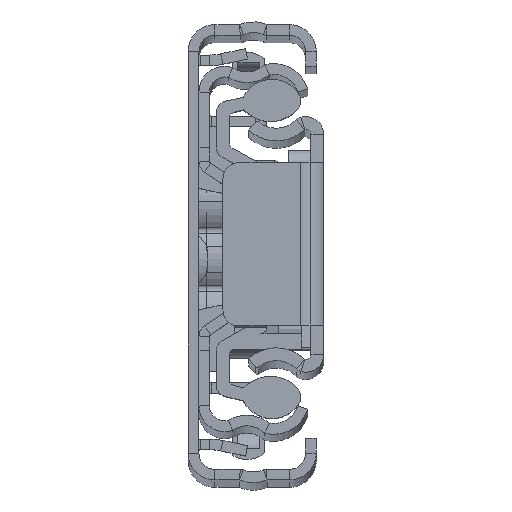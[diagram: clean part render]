
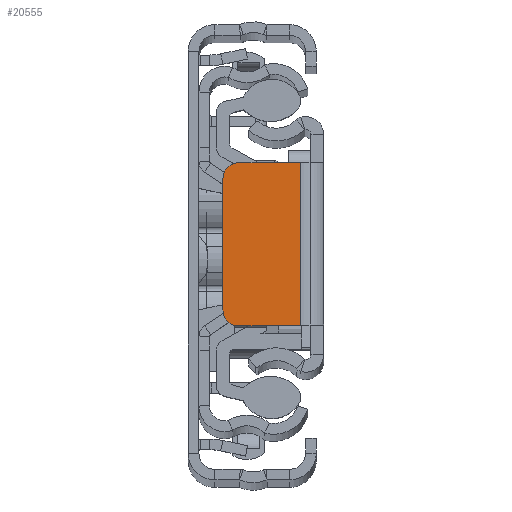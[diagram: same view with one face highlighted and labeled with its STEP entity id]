
A CAD part, top view. The second image highlights one B-rep face of the part: STEP entity #20555.
In plain terms, the highlighted planar face has unit normal (0, 0, 1).
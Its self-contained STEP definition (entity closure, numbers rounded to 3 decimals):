
#99 = VERTEX_POINT ( 'NONE', #3467 ) ;
#215 = AXIS2_PLACEMENT_3D ( 'NONE', #20665, #7096, #14069 ) ;
#785 = LINE ( 'NONE', #11131, #14589 ) ;
#1203 = EDGE_CURVE ( 'NONE', #99, #9209, #14538, .T. ) ;
#1748 = AXIS2_PLACEMENT_3D ( 'NONE', #20101, #14513, #21327 ) ;
#1749 = CARTESIAN_POINT ( 'NONE',  ( -7.95, 7.65, 0. ) ) ;
#3076 = CIRCLE ( 'NONE', #215, 1.5 ) ;
#3467 = CARTESIAN_POINT ( 'NONE',  ( -2.2, 7.65, 0. ) ) ;
#3687 = CARTESIAN_POINT ( 'NONE',  ( 0., -7.65, 0. ) ) ;
#3898 = DIRECTION ( 'NONE',  ( 0., -1., 0. ) ) ;
#4681 = CARTESIAN_POINT ( 'NONE',  ( -9.45, 6.15, 0. ) ) ;
#7096 = DIRECTION ( 'NONE',  ( 0., 0., 1. ) ) ;
#7440 = FACE_OUTER_BOUND ( 'NONE', #12476, .T. ) ;
#7745 = DIRECTION ( 'NONE',  ( 0., -1., 0. ) ) ;
#9061 = EDGE_CURVE ( 'NONE', #18032, #11644, #19612, .T. ) ;
#9209 = VERTEX_POINT ( 'NONE', #1749 ) ;
#10187 = CIRCLE ( 'NONE', #14844, 1.5 ) ;
#10507 = VECTOR ( 'NONE', #3898, 1000. ) ;
#10562 = EDGE_CURVE ( 'NONE', #21850, #20498, #17612, .T. ) ;
#11131 = CARTESIAN_POINT ( 'NONE',  ( -2.2, -7.65, 0. ) ) ;
#11218 = ORIENTED_EDGE ( 'NONE', *, *, #13987, .T. ) ;
#11644 = VERTEX_POINT ( 'NONE', #21760 ) ;
#12476 = EDGE_LOOP ( 'NONE', ( #19776, #11218, #19823, #19628, #21219, #19882 ) ) ;
#12852 = DIRECTION ( 'NONE',  ( -1., 0., 0. ) ) ;
#13439 = DIRECTION ( 'NONE',  ( -1., 0., 0. ) ) ;
#13546 = DIRECTION ( 'NONE',  ( 0., 0., 1. ) ) ;
#13987 = EDGE_CURVE ( 'NONE', #11644, #21850, #3076, .T. ) ;
#14069 = DIRECTION ( 'NONE',  ( -1., 0., 0. ) ) ;
#14130 = EDGE_CURVE ( 'NONE', #99, #20498, #785, .T. ) ;
#14291 = PLANE ( 'NONE',  #1748 ) ;
#14401 = CARTESIAN_POINT ( 'NONE',  ( -2.2, -7.65, 0. ) ) ;
#14513 = DIRECTION ( 'NONE',  ( 0., 0., -1. ) ) ;
#14538 = LINE ( 'NONE', #21354, #18733 ) ;
#14548 = VECTOR ( 'NONE', #19075, 1000. ) ;
#14589 = VECTOR ( 'NONE', #7745, 1000. ) ;
#14844 = AXIS2_PLACEMENT_3D ( 'NONE', #17120, #13546, #13439 ) ;
#15252 = EDGE_CURVE ( 'NONE', #9209, #18032, #10187, .T. ) ;
#16034 = CARTESIAN_POINT ( 'NONE',  ( -9.45, 0., 0. ) ) ;
#17120 = CARTESIAN_POINT ( 'NONE',  ( -7.95, 6.15, 0. ) ) ;
#17612 = LINE ( 'NONE', #3687, #14548 ) ;
#18032 = VERTEX_POINT ( 'NONE', #4681 ) ;
#18733 = VECTOR ( 'NONE', #12852, 1000. ) ;
#19075 = DIRECTION ( 'NONE',  ( 1., 0., 0. ) ) ;
#19612 = LINE ( 'NONE', #16034, #10507 ) ;
#19628 = ORIENTED_EDGE ( 'NONE', *, *, #14130, .F. ) ;
#19776 = ORIENTED_EDGE ( 'NONE', *, *, #9061, .T. ) ;
#19823 = ORIENTED_EDGE ( 'NONE', *, *, #10562, .T. ) ;
#19882 = ORIENTED_EDGE ( 'NONE', *, *, #15252, .T. ) ;
#20101 = CARTESIAN_POINT ( 'NONE',  ( 0., 0., 0. ) ) ;
#20216 = CARTESIAN_POINT ( 'NONE',  ( -7.95, -7.65, 0. ) ) ;
#20498 = VERTEX_POINT ( 'NONE', #14401 ) ;
#20555 = ADVANCED_FACE ( 'NONE', ( #7440 ), #14291, .F. ) ;
#20665 = CARTESIAN_POINT ( 'NONE',  ( -7.95, -6.15, 0. ) ) ;
#21219 = ORIENTED_EDGE ( 'NONE', *, *, #1203, .T. ) ;
#21327 = DIRECTION ( 'NONE',  ( -1., 0., 0. ) ) ;
#21354 = CARTESIAN_POINT ( 'NONE',  ( 0., 7.65, 0. ) ) ;
#21760 = CARTESIAN_POINT ( 'NONE',  ( -9.45, -6.15, 0. ) ) ;
#21850 = VERTEX_POINT ( 'NONE', #20216 ) ;
